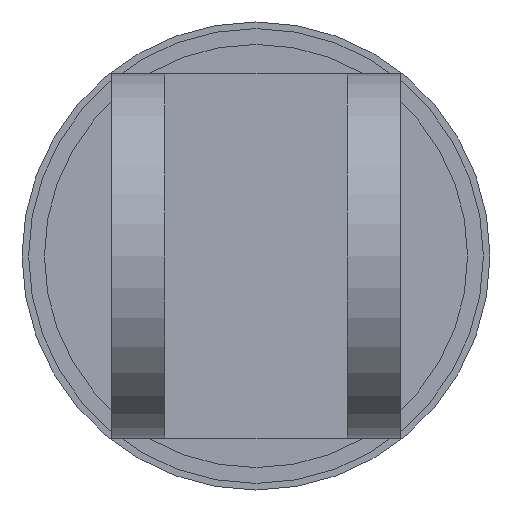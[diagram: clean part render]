
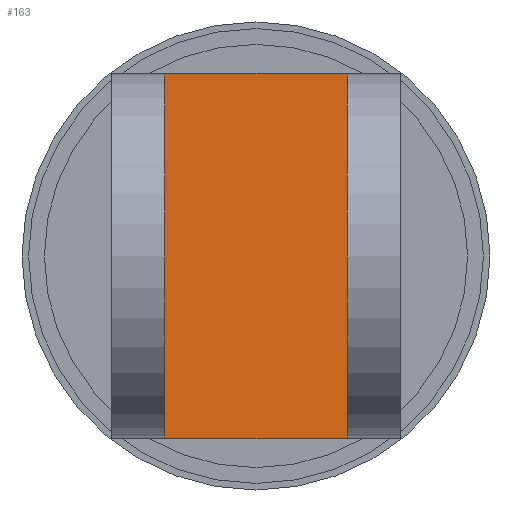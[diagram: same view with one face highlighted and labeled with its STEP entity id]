
A CAD part, left-side view. The second image highlights one B-rep face of the part: STEP entity #163.
In plain terms, the highlighted planar face has unit normal (-1, 0, 0).
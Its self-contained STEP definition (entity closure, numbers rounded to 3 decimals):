
#163=ADVANCED_FACE('',(#701),#700,.T.);
#700=PLANE('',#1389);
#701=FACE_OUTER_BOUND('',#1390,.T.);
#1386=CARTESIAN_POINT('',(64.256,-6.6,180.925));
#1387=DIRECTION('',(-1.,0.,0.));
#1388=DIRECTION('',(0.,0.,1.));
#1389=AXIS2_PLACEMENT_3D('',#1386,#1387,#1388);
#1390=EDGE_LOOP('',(#1770,#1771,#1772,#1773));
#1770=ORIENTED_EDGE('',*,*,#1997,.F.);
#1771=ORIENTED_EDGE('',*,*,#1987,.F.);
#1772=ORIENTED_EDGE('',*,*,#1995,.T.);
#1773=ORIENTED_EDGE('',*,*,#1998,.T.);
#1987=EDGE_CURVE('',#2892,#2878,#2899,.T.);
#1995=EDGE_CURVE('',#2892,#2944,#2951,.T.);
#1997=EDGE_CURVE('',#2878,#2963,#2964,.T.);
#1998=EDGE_CURVE('',#2944,#2963,#2970,.T.);
#2878=VERTEX_POINT('',#3696);
#2892=VERTEX_POINT('',#3705);
#2899=LINE('',#3709,#3710);
#2944=VERTEX_POINT('',#3737);
#2951=LINE('',#3741,#3742);
#2963=VERTEX_POINT('',#3747);
#2964=LINE('',#3748,#3749);
#2970=LINE('',#3751,#3752);
#3696=CARTESIAN_POINT('',(64.256,-5.5,183.125));
#3705=CARTESIAN_POINT('',(64.256,-5.5,205.125));
#3709=CARTESIAN_POINT('',(64.256,-5.5,205.125));
#3710=VECTOR('',#3711,22.);
#3711=DIRECTION('',(0.,0.,-1.));
#3737=CARTESIAN_POINT('',(64.256,5.5,205.125));
#3741=CARTESIAN_POINT('',(64.256,-5.5,205.125));
#3742=VECTOR('',#3743,11.);
#3743=DIRECTION('',(0.,1.,0.));
#3747=CARTESIAN_POINT('',(64.256,5.5,183.125));
#3748=CARTESIAN_POINT('',(64.256,-5.5,183.125));
#3749=VECTOR('',#3750,11.);
#3750=DIRECTION('',(0.,1.,0.));
#3751=CARTESIAN_POINT('',(64.256,5.5,205.125));
#3752=VECTOR('',#3753,22.);
#3753=DIRECTION('',(0.,0.,-1.));
